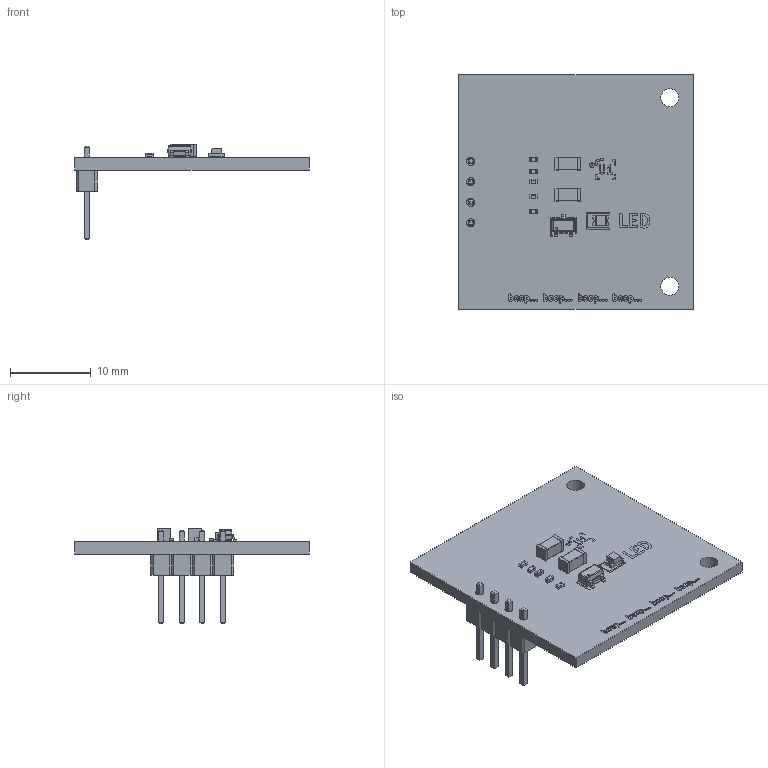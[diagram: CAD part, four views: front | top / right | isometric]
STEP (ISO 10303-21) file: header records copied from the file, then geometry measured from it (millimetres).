
FILE_DESCRIPTION(('KiCad electronic assembly'),'2;1');
FILE_NAME('gc10nxbaro.step','2025-09-20T01:24:14',('Pcbnew'),('Kicad'), 'Open CASCADE STEP processor 7.8','KiCad to STEP converter','Unknown' );
FILE_SCHEMA(('AUTOMOTIVE_DESIGN { 1 0 10303 214 1 1 1 1 }'));
Length unit declared in the file: millimetre
Products named in the file (9): gc10nxbaro 1; C_0402; C_1206; D_0805; R_0402; SOT-23-3_L2.9-W1.6-P1.90-LS2.8-BR; PinHeader_1x04_P2.54mm_Vertical; gc10nxbaro_silkscreen; gc10nxbaro_PCB
Assembly tree (12 placements, depth 2):
  gc10nxbaro 1
    C_0402  x2
    C_1206  x2
    D_0805
    R_0402  x3
    SOT-23-3_L2.9-W1.6-P1.90-LS2.8-BR
    PinHeader_1x04_P2.54mm_Vertical
    gc10nxbaro_silkscreen
    gc10nxbaro_PCB
Bounding box: 29 x 29 x 11.82 mm (x, y, z)
Volume: 1356.4 mm3; surface area: 2192.3 mm2
Topology: 11 solids, 59 shells, 699 faces, 2360 edges, 1768 vertices
Faces by surface type: plane 467, cylinder 126, bspline 98, sphere 8
Full cylindrical faces by diameter (mm): 1 x4, 2.2 x2
Entity records: 27380 total; most frequent: CARTESIAN_POINT 5702, ORIENTED_EDGE 3492, DIRECTION 3189, EDGE_CURVE 2080, VERTEX_POINT 1584, LINE 1519, VECTOR 1519, AXIS2_PLACEMENT_3D 835
